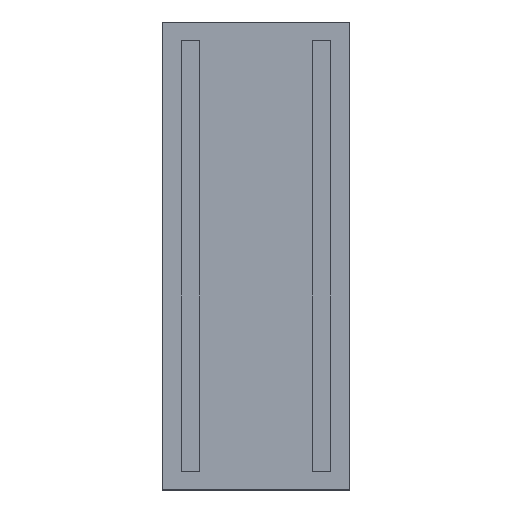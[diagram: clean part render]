
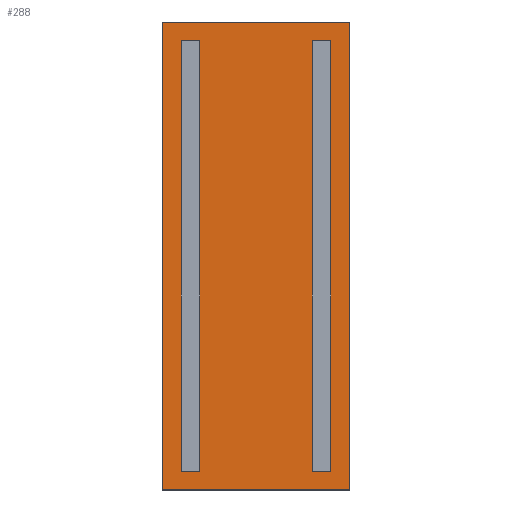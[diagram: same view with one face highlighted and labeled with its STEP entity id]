
A CAD part, top view. The second image highlights one B-rep face of the part: STEP entity #288.
In plain terms, the highlighted planar face has unit normal (0, 0, 1).
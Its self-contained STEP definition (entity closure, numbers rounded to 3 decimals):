
#36=VERTEX_POINT('',#363);
#37=VERTEX_POINT('',#365);
#39=VERTEX_POINT('',#371);
#41=VERTEX_POINT('',#377);
#44=VERTEX_POINT('',#388);
#45=VERTEX_POINT('',#390);
#47=VERTEX_POINT('',#396);
#49=VERTEX_POINT('',#402);
#50=VERTEX_POINT('',#410);
#51=VERTEX_POINT('',#411);
#54=VERTEX_POINT('',#419);
#56=VERTEX_POINT('',#425);
#60=VECTOR('',#309,1.);
#64=VECTOR('',#314,1.);
#67=VECTOR('',#318,1.);
#69=VECTOR('',#321,1.);
#72=VECTOR('',#326,1.);
#76=VECTOR('',#331,1.);
#79=VECTOR('',#335,1.);
#81=VECTOR('',#338,1.);
#82=VECTOR('',#341,1.);
#86=VECTOR('',#346,1.);
#89=VECTOR('',#350,1.);
#92=VECTOR('',#354,1.);
#96=LINE('',#364,#60);
#100=LINE('',#372,#64);
#103=LINE('',#378,#67);
#105=LINE('',#381,#69);
#108=LINE('',#389,#72);
#112=LINE('',#397,#76);
#115=LINE('',#403,#79);
#117=LINE('',#406,#81);
#118=LINE('',#409,#82);
#122=LINE('',#418,#86);
#125=LINE('',#424,#89);
#128=LINE('',#430,#92);
#132=EDGE_CURVE('',#37,#36,#96,.T.);
#136=EDGE_CURVE('',#36,#39,#100,.T.);
#139=EDGE_CURVE('',#39,#41,#103,.T.);
#141=EDGE_CURVE('',#41,#37,#105,.T.);
#144=EDGE_CURVE('',#45,#44,#108,.T.);
#148=EDGE_CURVE('',#44,#47,#112,.T.);
#151=EDGE_CURVE('',#47,#49,#115,.T.);
#153=EDGE_CURVE('',#49,#45,#117,.T.);
#154=EDGE_CURVE('',#50,#51,#118,.T.);
#158=EDGE_CURVE('',#51,#54,#122,.T.);
#161=EDGE_CURVE('',#54,#56,#125,.T.);
#164=EDGE_CURVE('',#56,#50,#128,.T.);
#222=ORIENTED_EDGE('',*,*,#132,.T.);
#223=ORIENTED_EDGE('',*,*,#136,.T.);
#224=ORIENTED_EDGE('',*,*,#139,.T.);
#225=ORIENTED_EDGE('',*,*,#141,.T.);
#226=ORIENTED_EDGE('',*,*,#144,.T.);
#227=ORIENTED_EDGE('',*,*,#148,.T.);
#228=ORIENTED_EDGE('',*,*,#151,.T.);
#229=ORIENTED_EDGE('',*,*,#153,.T.);
#230=ORIENTED_EDGE('',*,*,#154,.F.);
#231=ORIENTED_EDGE('',*,*,#164,.F.);
#232=ORIENTED_EDGE('',*,*,#161,.F.);
#233=ORIENTED_EDGE('',*,*,#158,.F.);
#252=EDGE_LOOP('',(#222,#223,#224,#225));
#253=EDGE_LOOP('',(#226,#227,#228,#229));
#254=EDGE_LOOP('',(#230,#231,#232,#233));
#270=FACE_BOUND('',#252,.T.);
#271=FACE_BOUND('',#253,.T.);
#272=FACE_BOUND('',#254,.T.);
#288=ADVANCED_FACE('',(#270,#271,#272),#448,.T.);
#304=AXIS2_PLACEMENT_3D('',#432,#356,$);
#309=DIRECTION('',(1.,0.,0.));
#314=DIRECTION('',(0.,-1.,0.));
#318=DIRECTION('',(-1.,0.,0.));
#321=DIRECTION('',(0.,1.,0.));
#326=DIRECTION('',(-1.,0.,0.));
#331=DIRECTION('',(0.,1.,0.));
#335=DIRECTION('',(1.,0.,0.));
#338=DIRECTION('',(0.,-1.,0.));
#341=DIRECTION('',(1.,0.,0.));
#346=DIRECTION('',(0.,-1.,0.));
#350=DIRECTION('',(-1.,0.,0.));
#354=DIRECTION('',(0.,1.,0.));
#356=DIRECTION('',(0.,0.,1.));
#363=CARTESIAN_POINT('',(-6.,23.,2.));
#364=CARTESIAN_POINT('',(-3.5,23.,2.));
#365=CARTESIAN_POINT('',(-8.,23.,2.));
#371=CARTESIAN_POINT('',(-6.,-23.,2.));
#372=CARTESIAN_POINT('',(-6.,0.,2.));
#377=CARTESIAN_POINT('',(-8.,-23.,2.));
#378=CARTESIAN_POINT('',(-3.5,-23.,2.));
#381=CARTESIAN_POINT('',(-8.,0.,2.));
#388=CARTESIAN_POINT('',(6.,-23.,2.));
#389=CARTESIAN_POINT('',(3.5,-23.,2.));
#390=CARTESIAN_POINT('',(8.,-23.,2.));
#396=CARTESIAN_POINT('',(6.,23.,2.));
#397=CARTESIAN_POINT('',(6.,0.,2.));
#402=CARTESIAN_POINT('',(8.,23.,2.));
#403=CARTESIAN_POINT('',(3.5,23.,2.));
#406=CARTESIAN_POINT('',(8.,0.,2.));
#409=CARTESIAN_POINT('',(10.,25.,2.));
#410=CARTESIAN_POINT('',(-10.,25.,2.));
#411=CARTESIAN_POINT('',(10.,25.,2.));
#418=CARTESIAN_POINT('',(10.,-25.,2.));
#419=CARTESIAN_POINT('',(10.,-25.,2.));
#424=CARTESIAN_POINT('',(-10.,-25.,2.));
#425=CARTESIAN_POINT('',(-10.,-25.,2.));
#430=CARTESIAN_POINT('',(-10.,25.,2.));
#432=CARTESIAN_POINT('',(0.,0.,2.));
#448=PLANE('',#304);
